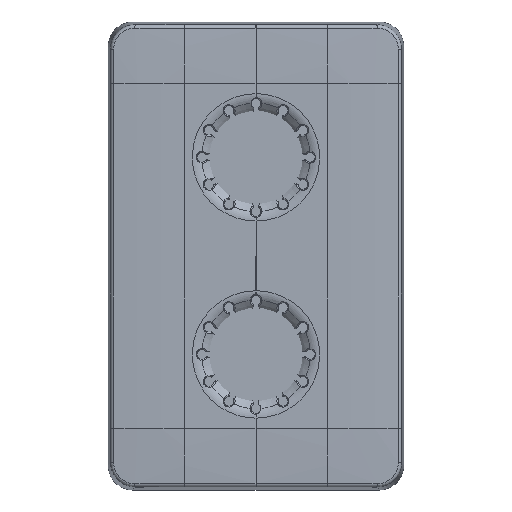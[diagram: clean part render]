
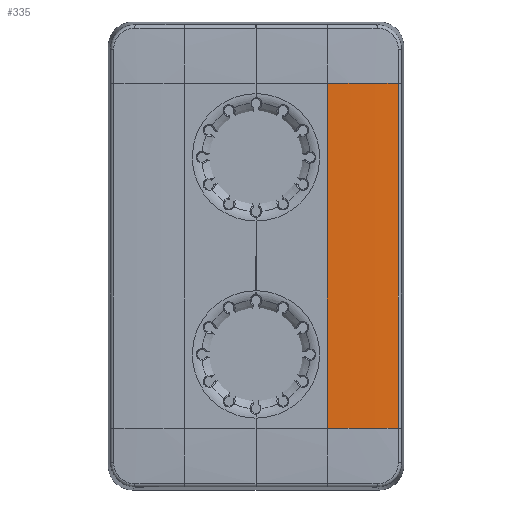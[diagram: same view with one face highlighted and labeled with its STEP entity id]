
A CAD part, top view. The second image highlights one B-rep face of the part: STEP entity #335.
In plain terms, the highlighted cylindrical face has radius 200 mm (diameter 400 mm), a partial arc.
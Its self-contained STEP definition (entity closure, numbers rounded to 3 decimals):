
#277=CARTESIAN_POINT('Axis2P3D Location',(14.5,-35.,-185.)) ;
#281=CARTESIAN_POINT('Vertex',(28.879,-35.,14.482)) ;
#283=CARTESIAN_POINT('Vertex',(14.5,-35.,15.)) ;
#305=CARTESIAN_POINT('Axis2P3D Location',(14.5,0.,-185.)) ;
#310=CARTESIAN_POINT('Line Origine',(14.5,0.,15.)) ;
#314=CARTESIAN_POINT('Vertex',(14.5,35.,15.)) ;
#317=CARTESIAN_POINT('Axis2P3D Location',(14.5,35.,-185.)) ;
#321=CARTESIAN_POINT('Vertex',(28.879,35.,14.482)) ;
#324=CARTESIAN_POINT('Line Origine',(28.879,0.,14.482)) ;
#278=DIRECTION('Axis2P3D Direction',(0.,1.,0.)) ;
#306=DIRECTION('Axis2P3D Direction',(0.,1.,0.)) ;
#307=DIRECTION('Axis2P3D XDirection',(-0.036,0.,-0.999)) ;
#311=DIRECTION('Vector Direction',(0.,1.,0.)) ;
#318=DIRECTION('Axis2P3D Direction',(0.,1.,0.)) ;
#325=DIRECTION('Vector Direction',(0.,1.,0.)) ;
#279=AXIS2_PLACEMENT_3D('Circle Axis2P3D',#277,#278,$) ;
#308=AXIS2_PLACEMENT_3D('Cylinder Axis2P3D',#305,#306,#307) ;
#319=AXIS2_PLACEMENT_3D('Circle Axis2P3D',#317,#318,$) ;
#330=ORIENTED_EDGE('',*,*,#285,.T.) ;
#331=ORIENTED_EDGE('',*,*,#316,.F.) ;
#332=ORIENTED_EDGE('',*,*,#323,.T.) ;
#333=ORIENTED_EDGE('',*,*,#328,.F.) ;
#312=VECTOR('Line Direction',#311,1.) ;
#326=VECTOR('Line Direction',#325,1.) ;
#335=ADVANCED_FACE('Sheet.1',(#334),#309,.F.) ;
#280=CIRCLE('generated circle',#279,200.) ;
#320=CIRCLE('generated circle',#319,200.) ;
#309=CYLINDRICAL_SURFACE('generated cylinder',#308,200.) ;
#285=EDGE_CURVE('',#282,#284,#280,.F.) ;
#316=EDGE_CURVE('',#315,#284,#313,.F.) ;
#323=EDGE_CURVE('',#315,#322,#320,.T.) ;
#328=EDGE_CURVE('',#282,#322,#327,.T.) ;
#329=EDGE_LOOP('',(#330,#331,#332,#333)) ;
#334=FACE_OUTER_BOUND('',#329,.T.) ;
#313=LINE('Line',#310,#312) ;
#327=LINE('Line',#324,#326) ;
#282=VERTEX_POINT('',#281) ;
#284=VERTEX_POINT('',#283) ;
#315=VERTEX_POINT('',#314) ;
#322=VERTEX_POINT('',#321) ;
